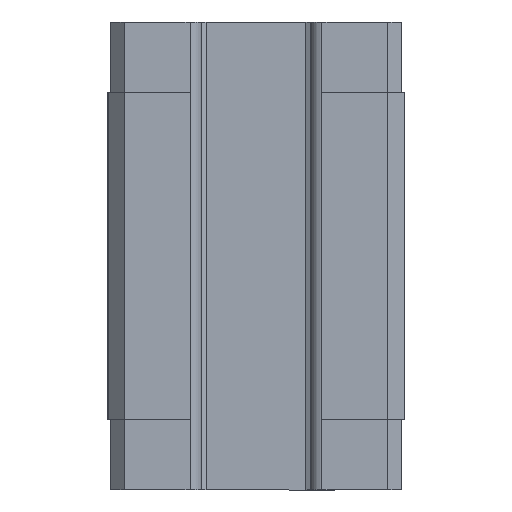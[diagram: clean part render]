
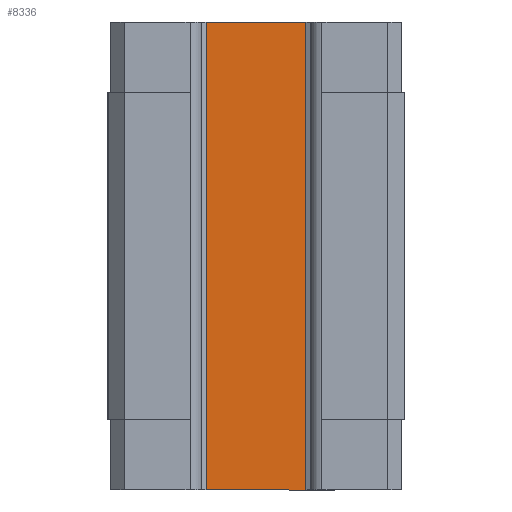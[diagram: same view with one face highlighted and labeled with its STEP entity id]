
A CAD part, front view. The second image highlights one B-rep face of the part: STEP entity #8336.
In plain terms, the highlighted planar face has unit normal (0, -1, 0).
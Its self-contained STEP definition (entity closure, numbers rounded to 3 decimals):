
#2824 = CARTESIAN_POINT ( 'NONE',  ( 15.68, -15.85, 66. ) ) ;
#2825 = DIRECTION ( 'NONE',  ( 0., 0., -1. ) ) ;
#2866 = CARTESIAN_POINT ( 'NONE',  ( 0., -15.85, 55. ) ) ;
#2867 = DIRECTION ( 'NONE',  ( 1., 0., 0. ) ) ;
#2876 = CARTESIAN_POINT ( 'NONE',  ( -15.68, -15.85, 66. ) ) ;
#2877 = DIRECTION ( 'NONE',  ( 0., 0., 1. ) ) ;
#2883 = CARTESIAN_POINT ( 'NONE',  ( 0., -15.85, -55. ) ) ;
#2884 = DIRECTION ( 'NONE',  ( 1., 0., 0. ) ) ;
#3127 = PLANE ( 'NONE',  #3961 ) ;
#3139 = CARTESIAN_POINT ( 'NONE',  ( 15.68, -15.85, 66. ) ) ;
#3148 = DIRECTION ( 'NONE',  ( 0., 1., 0. ) ) ;
#3149 = DIRECTION ( 'NONE',  ( 0., 0., 1. ) ) ;
#3568 = LINE ( 'NONE', #2824, #3569 ) ;
#3569 = VECTOR ( 'NONE', #2825, 1000. ) ;
#3587 = LINE ( 'NONE', #2866, #3593 ) ;
#3593 = VECTOR ( 'NONE', #2867, 1000. ) ;
#3603 = LINE ( 'NONE', #2876, #3604 ) ;
#3604 = VECTOR ( 'NONE', #2877, 1000. ) ;
#3611 = LINE ( 'NONE', #2883, #3612 ) ;
#3612 = VECTOR ( 'NONE', #2884, 1000. ) ;
#3818 = FACE_OUTER_BOUND ( 'NONE', #5781, .T. ) ;
#3961 = AXIS2_PLACEMENT_3D ( 'NONE', #3139, #3148, #3149 ) ;
#4307 = VERTEX_POINT ( 'NONE', #5073 ) ;
#4310 = VERTEX_POINT ( 'NONE', #5076 ) ;
#4313 = VERTEX_POINT ( 'NONE', #5079 ) ;
#4316 = VERTEX_POINT ( 'NONE', #5082 ) ;
#5073 = CARTESIAN_POINT ( 'NONE',  ( 15.68, -15.85, -55. ) ) ;
#5076 = CARTESIAN_POINT ( 'NONE',  ( 15.68, -15.85, 55. ) ) ;
#5079 = CARTESIAN_POINT ( 'NONE',  ( -15.68, -15.85, -55. ) ) ;
#5082 = CARTESIAN_POINT ( 'NONE',  ( -15.68, -15.85, 55. ) ) ;
#5781 = EDGE_LOOP ( 'NONE', ( #7836, #7837, #7838, #7839 ) ) ;
#7523 = EDGE_CURVE ( 'NONE', #4310, #4307, #3568, .T. ) ;
#7540 = EDGE_CURVE ( 'NONE', #4316, #4310, #3587, .T. ) ;
#7545 = EDGE_CURVE ( 'NONE', #4313, #4316, #3603, .T. ) ;
#7549 = EDGE_CURVE ( 'NONE', #4313, #4307, #3611, .T. ) ;
#7836 = ORIENTED_EDGE ( 'NONE', *, *, #7549, .T. ) ;
#7837 = ORIENTED_EDGE ( 'NONE', *, *, #7523, .F. ) ;
#7838 = ORIENTED_EDGE ( 'NONE', *, *, #7540, .F. ) ;
#7839 = ORIENTED_EDGE ( 'NONE', *, *, #7545, .F. ) ;
#8336 = ADVANCED_FACE ( 'NONE', ( #3818 ), #3127, .F. ) ;
